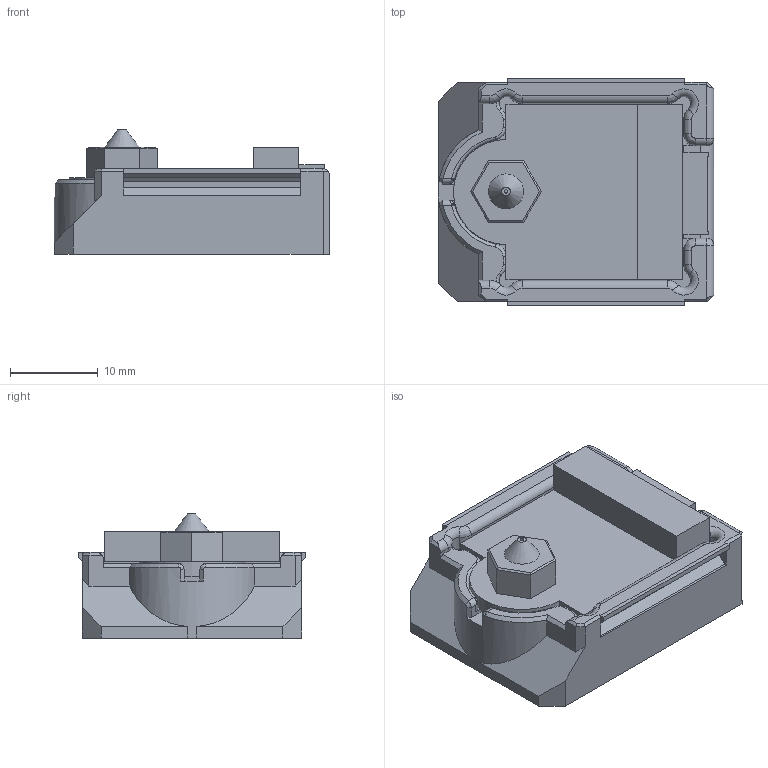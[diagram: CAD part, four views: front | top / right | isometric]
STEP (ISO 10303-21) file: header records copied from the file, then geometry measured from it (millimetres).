
FILE_DESCRIPTION(/* description */ (''),/* implementation_level */ '2;1');
FILE_NAME(/* name */ 'Fysetc Nozzle ADXL Bed Mount.step',/* time_stamp */ '2024-07-26T16:21:25Z',/* author */ (''),/* organization */ (''),/* preprocessor_version */ 'ST-DEVELOPER v20',/* originating_system */ 'Autodesk Translation Framework v13.14.0.145',/* authorisation */ '');
FILE_SCHEMA (('AUTOMOTIVE_DESIGN { 1 0 10303 214 3 1 1 }'));
Length unit declared in the file: millimetre
Products named in the file (1): Fysetc Nozzle ADXL Bed Mount
Bounding box: 31.49 x 26.03 x 14.2 mm (x, y, z)
Volume: 6960.3 mm3; surface area: 4807.1 mm2
Topology: 5 solids, 5 shells, 242 faces, 617 edges, 389 vertices
Faces by surface type: plane 125, cylinder 73, bspline 24, torus 12, cone 8
Full cylindrical faces by diameter (mm): 0.4 x1, 2 x1, 4.744 x4, 5 x1, 5.035 x3, 5.884 x4, 6.1 x1, 6.147 x1
Entity records: 9612 total; most frequent: CARTESIAN_POINT 3824, ORIENTED_EDGE 1230, DIRECTION 1127, EDGE_CURVE 615, VERTEX_POINT 389, AXIS2_PLACEMENT_3D 377, LINE 373, VECTOR 373
